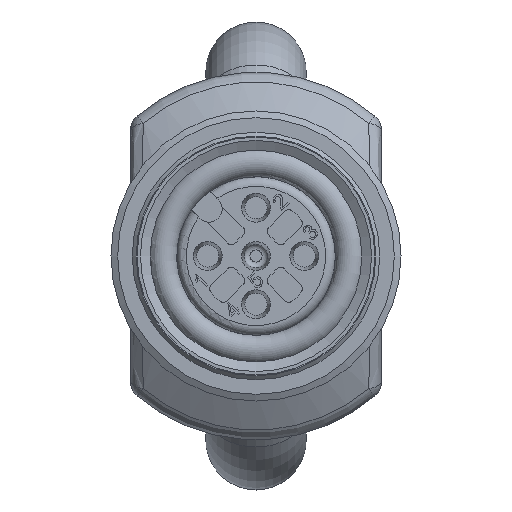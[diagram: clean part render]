
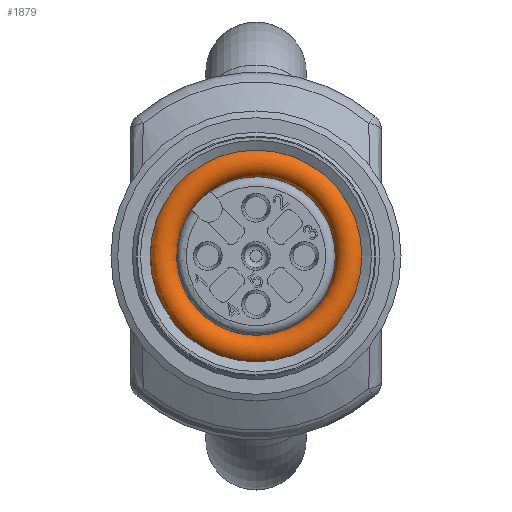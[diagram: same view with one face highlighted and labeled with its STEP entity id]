
A CAD part, left-side view. The second image highlights one B-rep face of the part: STEP entity #1879.
In plain terms, the highlighted toroidal (fillet/blend) face has major radius 4.845 mm and minor radius 0.75 mm.
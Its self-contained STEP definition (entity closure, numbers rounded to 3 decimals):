
#118=TOROIDAL_SURFACE('',#7102,4.845,0.75);
#193=B_SPLINE_CURVE_WITH_KNOTS('',3,(#9845,#9846,#9847,#9848,#9849,#9850),
 .UNSPECIFIED.,.F.,.F.,(4,2,4),(0.,0.41,1.),.UNSPECIFIED.);
#194=B_SPLINE_CURVE_WITH_KNOTS('',3,(#9854,#9855,#9856,#9857,#9858,#9859),
 .UNSPECIFIED.,.F.,.F.,(4,2,4),(0.,0.444,1.),.UNSPECIFIED.);
#1879=ADVANCED_FACE('',(#2427,#2428,#2429),#118,.T.);
#2427=FACE_BOUND('',#2567,.T.);
#2428=FACE_BOUND('',#2568,.T.);
#2429=FACE_BOUND('',#2569,.T.);
#2567=EDGE_LOOP('',(#3134,#3135,#3136,#3137));
#2568=EDGE_LOOP('',(#3138));
#2569=EDGE_LOOP('',(#3139));
#3134=ORIENTED_EDGE('',*,*,#5721,.F.);
#3135=ORIENTED_EDGE('',*,*,#5722,.T.);
#3136=ORIENTED_EDGE('',*,*,#5723,.F.);
#3137=ORIENTED_EDGE('',*,*,#5724,.T.);
#3138=ORIENTED_EDGE('',*,*,#5725,.F.);
#3139=ORIENTED_EDGE('',*,*,#5662,.T.);
#5015=VERTEX_POINT('',#9676);
#5056=VERTEX_POINT('',#9843);
#5057=VERTEX_POINT('',#9844);
#5058=VERTEX_POINT('',#9851);
#5059=VERTEX_POINT('',#9853);
#5060=VERTEX_POINT('',#9861);
#5662=EDGE_CURVE('',#5015,#5015,#6662,.T.);
#5721=EDGE_CURVE('',#5056,#5057,#6691,.T.);
#5722=EDGE_CURVE('',#5056,#5058,#193,.T.);
#5723=EDGE_CURVE('',#5059,#5058,#6692,.T.);
#5724=EDGE_CURVE('',#5059,#5057,#194,.T.);
#5725=EDGE_CURVE('',#5060,#5060,#6693,.T.);
#6662=CIRCLE('',#7039,5.475);
#6691=CIRCLE('',#7099,4.1);
#6692=CIRCLE('',#7100,4.1);
#6693=CIRCLE('',#7101,4.723);
#7039=AXIS2_PLACEMENT_3D('',#9675,#7766,#7767);
#7099=AXIS2_PLACEMENT_3D('',#9842,#7904,#7905);
#7100=AXIS2_PLACEMENT_3D('',#9852,#7906,#7907);
#7101=AXIS2_PLACEMENT_3D('',#9860,#7908,#7909);
#7102=AXIS2_PLACEMENT_3D('',#9862,#7910,#7911);
#7766=DIRECTION('',(-1.,0.,0.));
#7767=DIRECTION('',(0.,0.,-1.));
#7904=DIRECTION('',(1.,0.,0.));
#7905=DIRECTION('',(0.,0.,1.));
#7906=DIRECTION('',(-1.,0.,0.));
#7907=DIRECTION('',(0.,0.,-1.));
#7908=DIRECTION('',(-1.,0.,0.));
#7909=DIRECTION('',(0.,0.,-1.));
#7910=DIRECTION('',(1.,0.,0.));
#7911=DIRECTION('',(0.,0.,1.));
#9675=CARTESIAN_POINT('',(8.103,0.,0.));
#9676=CARTESIAN_POINT('',(8.103,0.,-5.475));
#9842=CARTESIAN_POINT('',(8.596,0.,0.));
#9843=CARTESIAN_POINT('',(8.596,2.382,3.337));
#9844=CARTESIAN_POINT('',(8.596,3.337,2.382));
#9845=CARTESIAN_POINT('',(8.596,2.382,3.337));
#9846=CARTESIAN_POINT('',(8.573,2.38,3.335));
#9847=CARTESIAN_POINT('',(8.549,2.379,3.334));
#9848=CARTESIAN_POINT('',(8.491,2.378,3.333));
#9849=CARTESIAN_POINT('',(8.457,2.379,3.334));
#9850=CARTESIAN_POINT('',(8.424,2.382,3.337));
#9851=CARTESIAN_POINT('',(8.424,2.382,3.337));
#9852=CARTESIAN_POINT('',(8.424,0.,0.));
#9853=CARTESIAN_POINT('',(8.424,3.337,2.382));
#9854=CARTESIAN_POINT('',(8.424,3.337,2.382));
#9855=CARTESIAN_POINT('',(8.449,3.335,2.38));
#9856=CARTESIAN_POINT('',(8.475,3.334,2.379));
#9857=CARTESIAN_POINT('',(8.532,3.333,2.378));
#9858=CARTESIAN_POINT('',(8.565,3.334,2.38));
#9859=CARTESIAN_POINT('',(8.596,3.337,2.382));
#9860=CARTESIAN_POINT('',(9.25,0.,0.));
#9861=CARTESIAN_POINT('',(9.25,0.,-4.723));
#9862=CARTESIAN_POINT('',(8.51,0.,0.));
